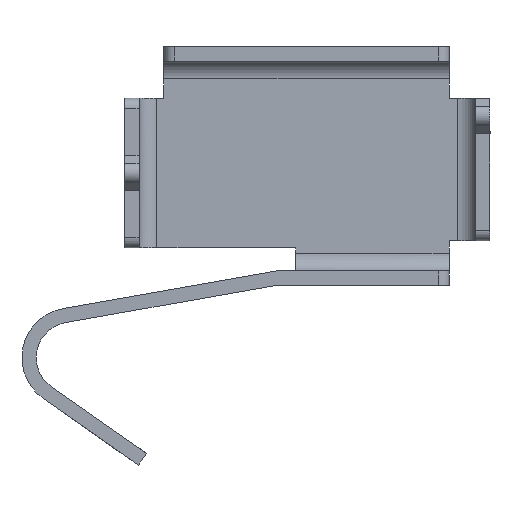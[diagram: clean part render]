
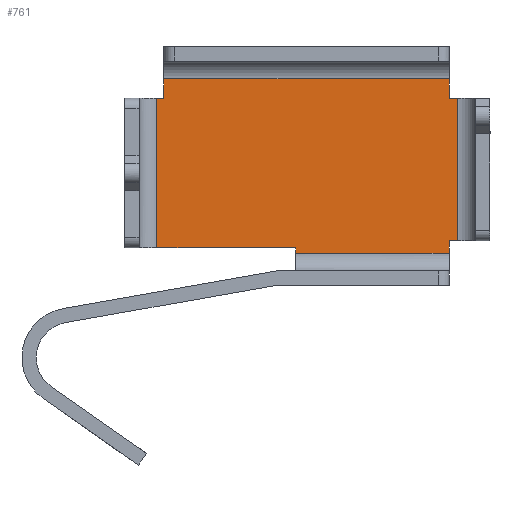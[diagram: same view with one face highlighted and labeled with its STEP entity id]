
A CAD part, left-side view. The second image highlights one B-rep face of the part: STEP entity #761.
In plain terms, the highlighted planar face has unit normal (-1, 0, 0).
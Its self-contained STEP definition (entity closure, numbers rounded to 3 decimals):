
#677=AXIS2_PLACEMENT_3D('Plane Axis2P3D',#674,#675,#676) ;
#505=CARTESIAN_POINT('Vertex',(5.045,5.45,5.952)) ;
#508=CARTESIAN_POINT('Line Origine',(5.045,5.45,6.024)) ;
#512=CARTESIAN_POINT('Vertex',(5.045,5.45,6.097)) ;
#558=CARTESIAN_POINT('Vertex',(5.045,1.15,5.952)) ;
#561=CARTESIAN_POINT('Line Origine',(5.045,3.322,5.952)) ;
#674=CARTESIAN_POINT('Axis2P3D Location',(5.045,26.35,2.897)) ;
#679=CARTESIAN_POINT('Line Origine',(5.045,9.25,10.297)) ;
#683=CARTESIAN_POINT('Vertex',(5.045,9.15,10.297)) ;
#685=CARTESIAN_POINT('Vertex',(5.045,9.35,10.297)) ;
#688=CARTESIAN_POINT('Line Origine',(5.045,9.35,8.197)) ;
#692=CARTESIAN_POINT('Vertex',(5.045,9.35,6.097)) ;
#695=CARTESIAN_POINT('Line Origine',(5.045,7.4,6.097)) ;
#700=CARTESIAN_POINT('Line Origine',(5.045,1.15,6.124)) ;
#704=CARTESIAN_POINT('Vertex',(5.045,1.15,6.297)) ;
#707=CARTESIAN_POINT('Line Origine',(5.045,1.025,6.297)) ;
#711=CARTESIAN_POINT('Vertex',(5.045,0.9,6.297)) ;
#714=CARTESIAN_POINT('Line Origine',(5.045,0.9,8.297)) ;
#718=CARTESIAN_POINT('Vertex',(5.045,0.9,10.297)) ;
#721=CARTESIAN_POINT('Line Origine',(5.045,1.025,10.297)) ;
#725=CARTESIAN_POINT('Vertex',(5.045,1.15,10.297)) ;
#728=CARTESIAN_POINT('Line Origine',(5.045,1.15,10.569)) ;
#732=CARTESIAN_POINT('Vertex',(5.045,1.15,10.842)) ;
#735=CARTESIAN_POINT('Line Origine',(5.045,5.15,10.842)) ;
#739=CARTESIAN_POINT('Vertex',(5.045,9.15,10.842)) ;
#742=CARTESIAN_POINT('Line Origine',(5.045,9.15,10.569)) ;
#509=DIRECTION('Vector Direction',(0.,0.,-1.)) ;
#562=DIRECTION('Vector Direction',(0.,1.,0.)) ;
#675=DIRECTION('Axis2P3D Direction',(1.,0.,0.)) ;
#676=DIRECTION('Axis2P3D XDirection',(0.,1.,0.)) ;
#680=DIRECTION('Vector Direction',(0.,1.,0.)) ;
#689=DIRECTION('Vector Direction',(0.,0.,-1.)) ;
#696=DIRECTION('Vector Direction',(0.,1.,0.)) ;
#701=DIRECTION('Vector Direction',(0.,0.,-1.)) ;
#708=DIRECTION('Vector Direction',(0.,-1.,0.)) ;
#715=DIRECTION('Vector Direction',(0.,0.,-1.)) ;
#722=DIRECTION('Vector Direction',(0.,1.,0.)) ;
#729=DIRECTION('Vector Direction',(0.,0.,-1.)) ;
#736=DIRECTION('Vector Direction',(0.,1.,0.)) ;
#743=DIRECTION('Vector Direction',(0.,0.,1.)) ;
#510=VECTOR('Line Direction',#509,1.) ;
#563=VECTOR('Line Direction',#562,1.) ;
#681=VECTOR('Line Direction',#680,1.) ;
#690=VECTOR('Line Direction',#689,1.) ;
#697=VECTOR('Line Direction',#696,1.) ;
#702=VECTOR('Line Direction',#701,1.) ;
#709=VECTOR('Line Direction',#708,1.) ;
#716=VECTOR('Line Direction',#715,1.) ;
#723=VECTOR('Line Direction',#722,1.) ;
#730=VECTOR('Line Direction',#729,1.) ;
#737=VECTOR('Line Direction',#736,1.) ;
#744=VECTOR('Line Direction',#743,1.) ;
#748=ORIENTED_EDGE('',*,*,#687,.T.) ;
#749=ORIENTED_EDGE('',*,*,#694,.T.) ;
#750=ORIENTED_EDGE('',*,*,#699,.F.) ;
#751=ORIENTED_EDGE('',*,*,#514,.T.) ;
#752=ORIENTED_EDGE('',*,*,#565,.F.) ;
#753=ORIENTED_EDGE('',*,*,#706,.F.) ;
#754=ORIENTED_EDGE('',*,*,#713,.T.) ;
#755=ORIENTED_EDGE('',*,*,#720,.F.) ;
#756=ORIENTED_EDGE('',*,*,#727,.T.) ;
#757=ORIENTED_EDGE('',*,*,#734,.F.) ;
#758=ORIENTED_EDGE('',*,*,#741,.T.) ;
#759=ORIENTED_EDGE('',*,*,#746,.F.) ;
#761=ADVANCED_FACE('FEDERKONTAKT',(#760),#678,.F.) ;
#514=EDGE_CURVE('',#513,#506,#511,.T.) ;
#565=EDGE_CURVE('',#559,#506,#564,.T.) ;
#687=EDGE_CURVE('',#684,#686,#682,.T.) ;
#694=EDGE_CURVE('',#686,#693,#691,.T.) ;
#699=EDGE_CURVE('',#513,#693,#698,.T.) ;
#706=EDGE_CURVE('',#705,#559,#703,.T.) ;
#713=EDGE_CURVE('',#705,#712,#710,.T.) ;
#720=EDGE_CURVE('',#719,#712,#717,.T.) ;
#727=EDGE_CURVE('',#719,#726,#724,.T.) ;
#734=EDGE_CURVE('',#733,#726,#731,.T.) ;
#741=EDGE_CURVE('',#733,#740,#738,.T.) ;
#746=EDGE_CURVE('',#684,#740,#745,.T.) ;
#747=EDGE_LOOP('',(#748,#749,#750,#751,#752,#753,#754,#755,#756,#757,#758,#759)) ;
#760=FACE_OUTER_BOUND('',#747,.T.) ;
#511=LINE('Line',#508,#510) ;
#564=LINE('Line',#561,#563) ;
#682=LINE('Line',#679,#681) ;
#691=LINE('Line',#688,#690) ;
#698=LINE('Line',#695,#697) ;
#703=LINE('Line',#700,#702) ;
#710=LINE('Line',#707,#709) ;
#717=LINE('Line',#714,#716) ;
#724=LINE('Line',#721,#723) ;
#731=LINE('Line',#728,#730) ;
#738=LINE('Line',#735,#737) ;
#745=LINE('Line',#742,#744) ;
#678=PLANE('',#677) ;
#506=VERTEX_POINT('',#505) ;
#513=VERTEX_POINT('',#512) ;
#559=VERTEX_POINT('',#558) ;
#684=VERTEX_POINT('',#683) ;
#686=VERTEX_POINT('',#685) ;
#693=VERTEX_POINT('',#692) ;
#705=VERTEX_POINT('',#704) ;
#712=VERTEX_POINT('',#711) ;
#719=VERTEX_POINT('',#718) ;
#726=VERTEX_POINT('',#725) ;
#733=VERTEX_POINT('',#732) ;
#740=VERTEX_POINT('',#739) ;
